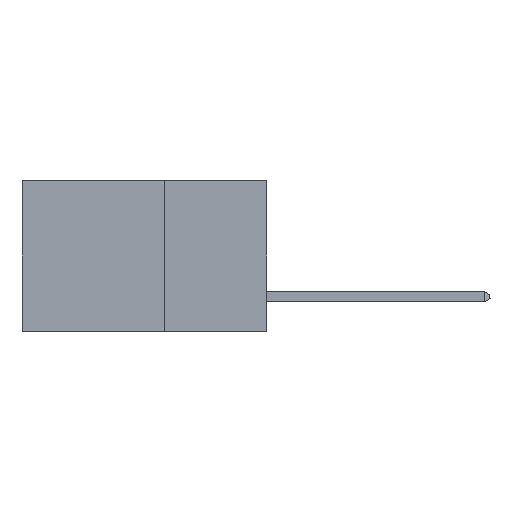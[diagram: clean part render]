
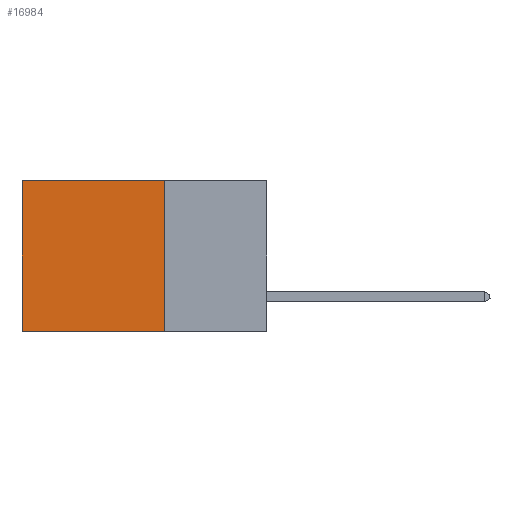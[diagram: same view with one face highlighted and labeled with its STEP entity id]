
A CAD part, left-side view. The second image highlights one B-rep face of the part: STEP entity #16984.
In plain terms, the highlighted planar face has unit normal (-1, 0, 0).
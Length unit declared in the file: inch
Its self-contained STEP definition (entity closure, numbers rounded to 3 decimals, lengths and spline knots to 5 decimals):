
#1090 = EDGE_CURVE ( 'NONE', #27059, #15223, #29900, .T. ) ;
#3009 = CARTESIAN_POINT ( 'NONE',  ( 0.2875, 0.6, -0.37 ) ) ;
#3527 = CARTESIAN_POINT ( 'NONE',  ( 0.2875, 0.25, 0. ) ) ;
#4474 = CARTESIAN_POINT ( 'NONE',  ( 0.2875, 0.6, 0. ) ) ;
#4494 = VECTOR ( 'NONE', #32275, 39.37008 ) ;
#4643 = PLANE ( 'NONE',  #18739 ) ;
#5685 = ORIENTED_EDGE ( 'NONE', *, *, #1090, .F. ) ;
#6203 = ORIENTED_EDGE ( 'NONE', *, *, #22014, .T. ) ;
#8501 = VECTOR ( 'NONE', #25347, 39.37008 ) ;
#9777 = DIRECTION ( 'NONE',  ( 1., 0., 0. ) ) ;
#10527 = VERTEX_POINT ( 'NONE', #31916 ) ;
#13356 = EDGE_LOOP ( 'NONE', ( #6203, #5685, #20995, #14562 ) ) ;
#14439 = LINE ( 'NONE', #3527, #26951 ) ;
#14562 = ORIENTED_EDGE ( 'NONE', *, *, #19723, .T. ) ;
#15223 = VERTEX_POINT ( 'NONE', #3009 ) ;
#15230 = FACE_OUTER_BOUND ( 'NONE', #13356, .T. ) ;
#16268 = VERTEX_POINT ( 'NONE', #4474 ) ;
#16984 = ADVANCED_FACE ( 'NONE', ( #15230 ), #4643, .F. ) ;
#18739 = AXIS2_PLACEMENT_3D ( 'NONE', #24932, #9777, #27472 ) ;
#19723 = EDGE_CURVE ( 'NONE', #10527, #16268, #32424, .T. ) ;
#20995 = ORIENTED_EDGE ( 'NONE', *, *, #31319, .F. ) ;
#21314 = DIRECTION ( 'NONE',  ( 0., 0., -1. ) ) ;
#21342 = DIRECTION ( 'NONE',  ( 0., 1., 0. ) ) ;
#22014 = EDGE_CURVE ( 'NONE', #16268, #15223, #28757, .T. ) ;
#22843 = CARTESIAN_POINT ( 'NONE',  ( 0.2875, 0.6, 0. ) ) ;
#24932 = CARTESIAN_POINT ( 'NONE',  ( 0.2875, 0.25, 0. ) ) ;
#25347 = DIRECTION ( 'NONE',  ( 0., 0., -1. ) ) ;
#26359 = CARTESIAN_POINT ( 'NONE',  ( 0.2875, 0.25, 0. ) ) ;
#26951 = VECTOR ( 'NONE', #21314, 39.37008 ) ;
#27059 = VERTEX_POINT ( 'NONE', #27332 ) ;
#27332 = CARTESIAN_POINT ( 'NONE',  ( 0.2875, 0.25, -0.37 ) ) ;
#27472 = DIRECTION ( 'NONE',  ( 0., 0., -1. ) ) ;
#28757 = LINE ( 'NONE', #22843, #8501 ) ;
#29900 = LINE ( 'NONE', #30475, #4494 ) ;
#30475 = CARTESIAN_POINT ( 'NONE',  ( 0.2875, 0.25, -0.37 ) ) ;
#31319 = EDGE_CURVE ( 'NONE', #10527, #27059, #14439, .T. ) ;
#31624 = VECTOR ( 'NONE', #21342, 39.37008 ) ;
#31916 = CARTESIAN_POINT ( 'NONE',  ( 0.2875, 0.25, 0. ) ) ;
#32275 = DIRECTION ( 'NONE',  ( 0., 1., 0. ) ) ;
#32424 = LINE ( 'NONE', #26359, #31624 ) ;
